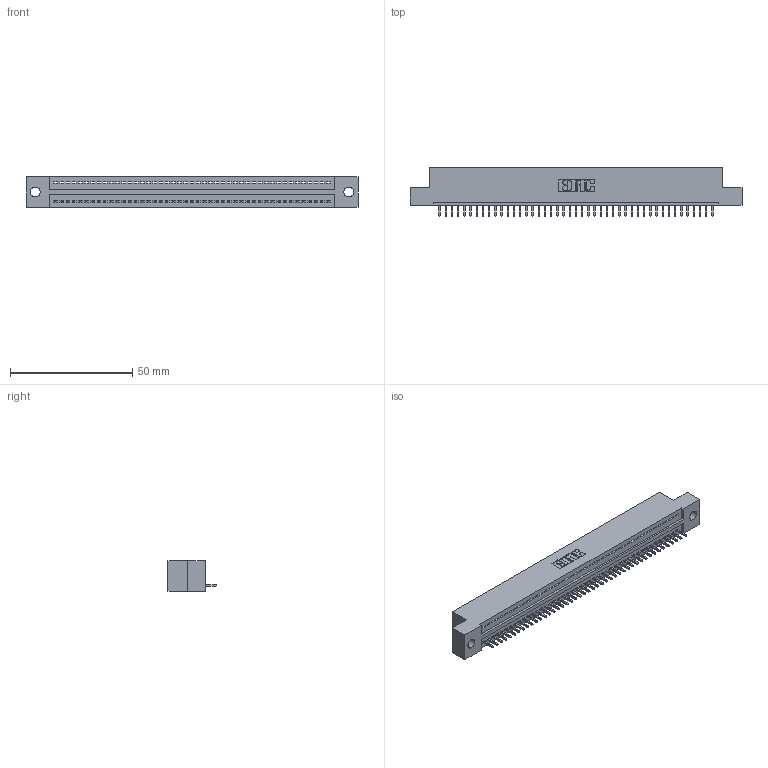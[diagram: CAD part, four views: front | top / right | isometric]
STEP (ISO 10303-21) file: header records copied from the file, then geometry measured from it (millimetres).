
FILE_DESCRIPTION (( 'STEP AP203' ), '1' );
FILE_NAME ('325-045-520-109.STEP', '2020-02-24T22:40:17', ( '' ), ( '' ), 'SwSTEP 2.0', 'SolidWorks 2016', '' );
FILE_SCHEMA (( 'CONFIG_CONTROL_DESIGN' ));
Length unit declared in the file: inch
Products named in the file (3): 325-045-520-109; 325-292-001_325-293-120; 325 Part_.160 TH
Assembly tree (46 placements, depth 2):
  325-045-520-109
    325 Part_.160 TH
    325-292-001_325-293-120  x45
Bounding box: 136.02 x 19.68 x 12.45 mm (x, y, z)
Volume: 16943.9 mm3; surface area: 17984.7 mm2
Topology: 46 solids, 46 shells, 2724 faces, 8231 edges, 5426 vertices
Faces by surface type: plane 1960, cylinder 764
Entity records: 27143 total; most frequent: CARTESIAN_POINT 4689, ORIENTED_EDGE 4670, DIRECTION 3949, EDGE_CURVE 2335, LINE 2207, VECTOR 2207, VERTEX_POINT 1554, AXIS2_PLACEMENT_3D 871
